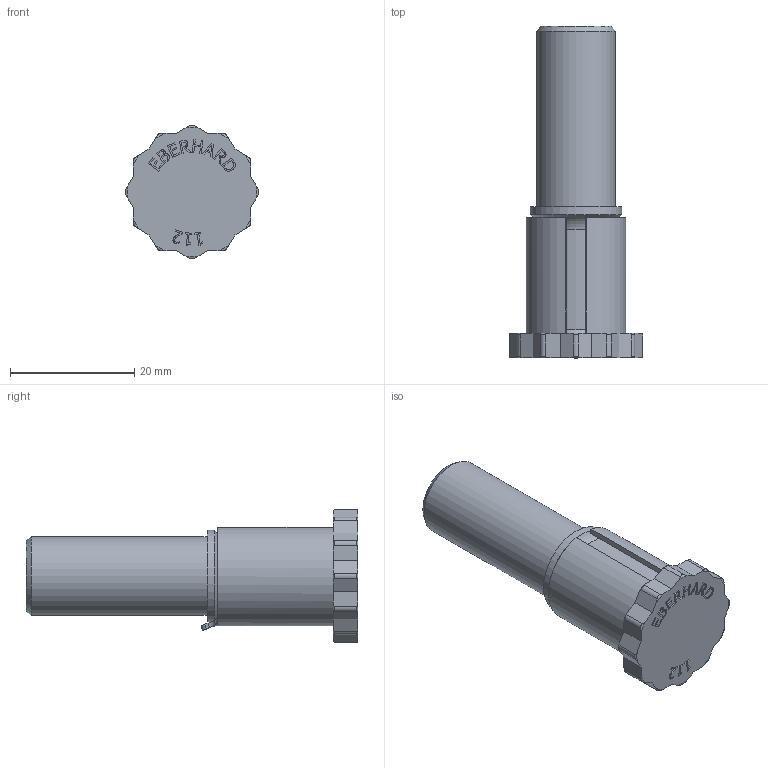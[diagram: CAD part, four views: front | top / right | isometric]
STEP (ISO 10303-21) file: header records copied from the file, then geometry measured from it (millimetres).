
FILE_DESCRIPTION((''),'2;1');
FILE_NAME('12PT-19400-52.stp','2013-03-26T10:17:45',('fredp'),(''),'Autodesk Inventor 2013','Autodesk Inventor 2013','');
FILE_SCHEMA(('AUTOMOTIVE_DESIGN { 1 0 10303 214 1 1 1 1 }'));
Length unit declared in the file: inch
Products named in the file (1): 12PT-19400-52
Bounding box: 21.52 x 53.34 x 21.52 mm (x, y, z)
Volume: 8353.1 mm3; surface area: 6348.1 mm2
Topology: 3 solids, 3 shells, 308 faces, 835 edges, 552 vertices
Faces by surface type: plane 188, bspline 57, cylinder 32, torus 30, cone 1
Full cylindrical faces by diameter (mm): 11.176 x1, 12.573 x1, 14.288 x1, 14.783 x1
Entity records: 10775 total; most frequent: CARTESIAN_POINT 3141, ORIENTED_EDGE 1652, DIRECTION 1214, EDGE_CURVE 826, VECTOR 566, LINE 566, VERTEX_POINT 552, EDGE_LOOP 338
